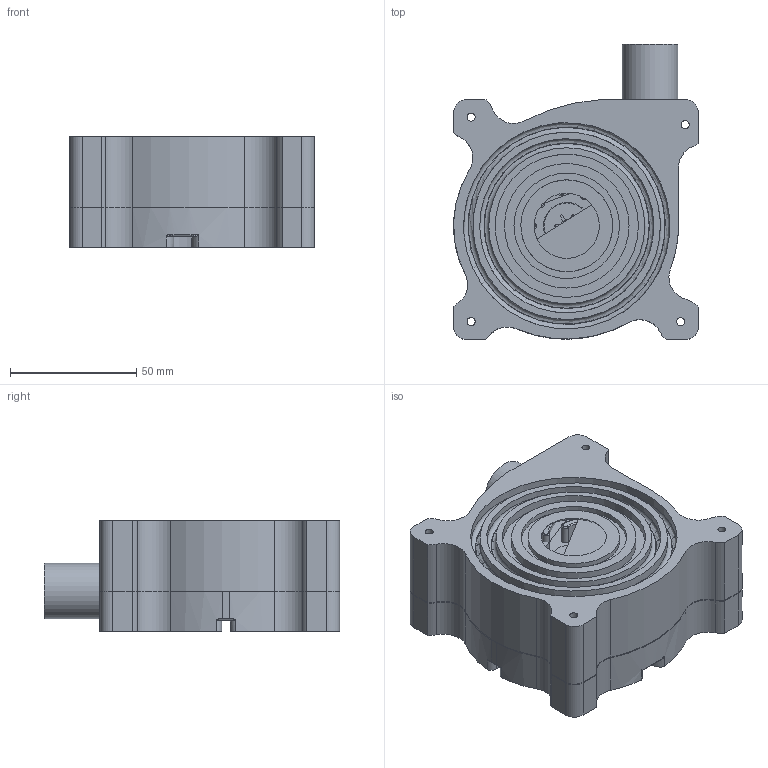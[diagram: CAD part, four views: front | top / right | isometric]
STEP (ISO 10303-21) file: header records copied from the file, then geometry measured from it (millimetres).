
FILE_DESCRIPTION(/* description */ (''),/* implementation_level */ '2;1');
FILE_NAME(/* name */ 'Ventilator Pump.stp',/* time_stamp */ '2020-03-28T21:15:35-04:00',/* author */ (''),/* organization */ (''),/* preprocessor_version */ 'ST-DEVELOPER v15.2',/* originating_system */ 'Autodesk Translator Framework v2.0.0.5431',/* authorisation */ '');
FILE_SCHEMA (('AUTOMOTIVE_DESIGN { 1 0 10303 214 3 1 1 }'));
Length unit declared in the file: centimetre
Products named in the file (1): Ventilator Pump
Bounding box: 97 x 117 x 43.99 mm (x, y, z)
Volume: 205311.8 mm3; surface area: 92915.3 mm2
Topology: 6 solids, 6 shells, 753 faces, 2161 edges, 1437 vertices
Faces by surface type: plane 414, cylinder 206, bspline 116, cone 9, torus 8
Full cylindrical faces by diameter (mm): 3.201 x4, 4.4 x4, 5 x1, 7 x4, 7.302 x4, 7.8 x4, 17 x1, 22 x1, 35.128 x1, 36.375 x1, 38 x1, 41.831 x1, 49.368 x1, 53.3 x1, 56.773 x1, 61.84 x1, 69.024 x1, 74.25 x1, 74.289 x1, 81.795 x1, 83.026 x1
Entity records: 32163 total; most frequent: CARTESIAN_POINT 13047, ORIENTED_EDGE 4180, DIRECTION 3675, EDGE_CURVE 2090, VERTEX_POINT 1418, AXIS2_PLACEMENT_3D 1283, LINE 1109, VECTOR 1109
